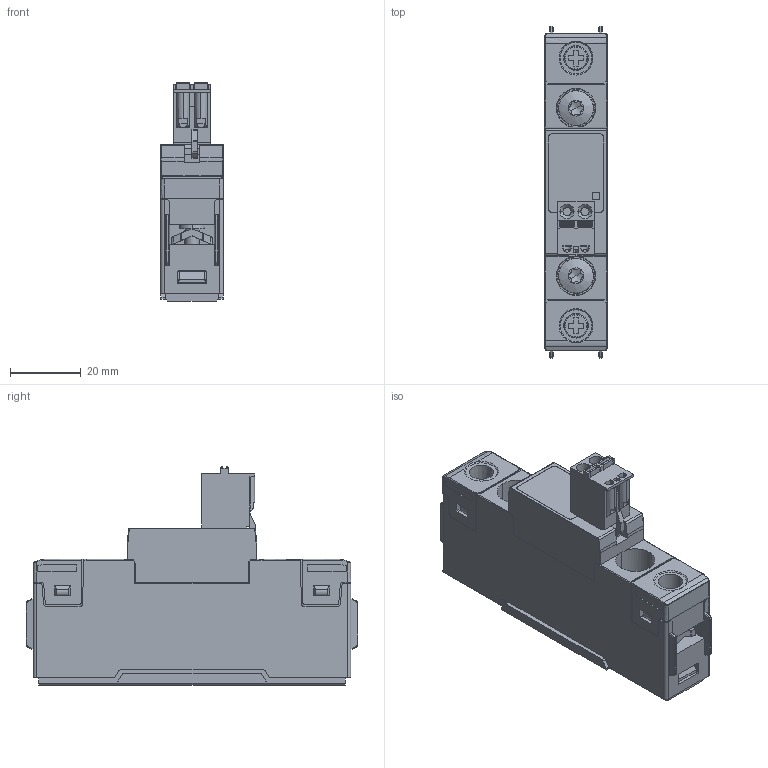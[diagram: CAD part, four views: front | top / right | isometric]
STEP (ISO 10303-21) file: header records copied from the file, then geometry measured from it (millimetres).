
FILE_DESCRIPTION((''),'2;1');
FILE_NAME('CGI0892-00.stp','2013-04-04T11:58:10',(''),(''),'Mechanical Desktop 2009','Mechanical Desktop 2009',', , ');
FILE_SCHEMA(('CONFIG_CONTROL_DESIGN'));
Length unit declared in the file: millimetre
Products named in the file (2): Product; CGI0892-00
Assembly tree (1 placements, depth 2):
  Product
    CGI0892-00
Bounding box: 17.8 x 94 x 61.78 mm (x, y, z)
Volume: 58142.2 mm3; surface area: 17896.6 mm2
Topology: 1 solids, 1 shells, 810 faces, 2322 edges, 1527 vertices
Faces by surface type: bspline 346, plane 258, cylinder 170, cone 20, torus 10, sphere 6
Entity records: 30398 total; most frequent: CARTESIAN_POINT 9803, ORIENTED_EDGE 4612, DIRECTION 3884, EDGE_CURVE 2306, VERTEX_POINT 1527, VECTOR 1460, LINE 1460, AXIS2_PLACEMENT_3D 1212
